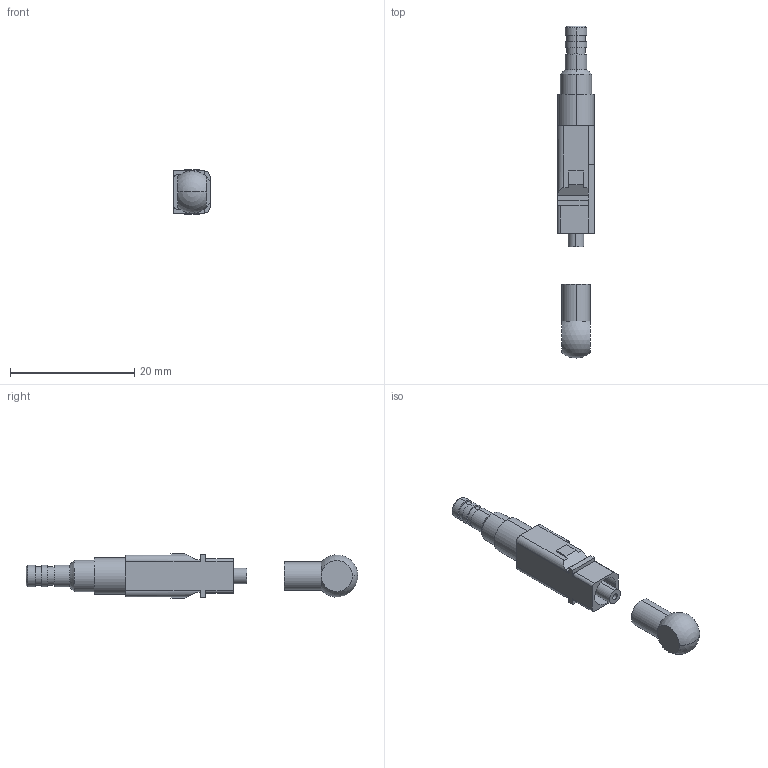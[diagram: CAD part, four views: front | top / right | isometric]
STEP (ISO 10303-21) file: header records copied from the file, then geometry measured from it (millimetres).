
FILE_DESCRIPTION(('Creo Elements/Direct Modeling STEP Export'),'2;1');
FILE_NAME('CL POF SC.stp','2012-11-13T11:11:26',(''),(''),'Creo Elements/Direct Modeling STEP processor for AP214 (Solid Model)','Creo Elements/Direct Modeling 18.0B 02-Dec-2011 (C) Parametric Technology GmbH','');
FILE_SCHEMA(('AUTOMOTIVE_DESIGN { 1 0 10303 214 1 1 1 1 }'));
Length unit declared in the file: millimetre
Products named in the file (3): tappo; CONTATTO_SC; CL_POF_SC
Assembly tree (2 placements, depth 2):
  CL_POF_SC
    CONTATTO_SC
    tappo
Bounding box: 5.9 x 53.35 x 7.2 mm (x, y, z)
Volume: 959.7 mm3; surface area: 1265.5 mm2
Topology: 2 solids, 2 shells, 92 faces, 226 edges, 144 vertices
Faces by surface type: plane 48, cylinder 34, cone 8, sphere 2
Entity records: 3238 total; most frequent: ORIENTED_EDGE 444, CARTESIAN_POINT 411, DIRECTION 403, EDGE_CURVE 222, VERTEX_POINT 144, AXIS2_PLACEMENT_3D 136, VECTOR 131, LINE 131
